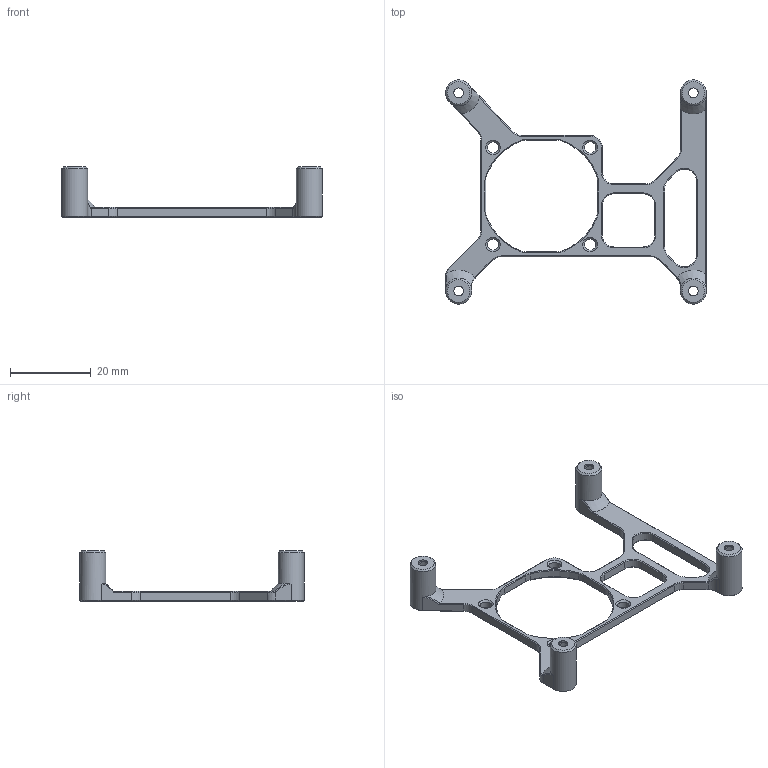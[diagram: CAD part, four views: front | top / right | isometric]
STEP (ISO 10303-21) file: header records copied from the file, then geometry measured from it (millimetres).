
FILE_DESCRIPTION(/* description */ (''),/* implementation_level */ '2;1');
FILE_NAME(/* name */ 'Raspberry Pi 4 Fan Mount (30 mm).step',/* time_stamp */ '2024-06-06T10:36:22+02:00',/* author */ (''),/* organization */ (''),/* preprocessor_version */ 'ST-DEVELOPER v20',/* originating_system */ 'Autodesk Translation Framework v13.14.0.145',/* authorisation */ '');
FILE_SCHEMA (('AUTOMOTIVE_DESIGN { 1 0 10303 214 3 1 1 }'));
Length unit declared in the file: millimetre
Products named in the file (1): Mirrored
Bounding box: 64.4 x 55.4 x 12.4 mm (x, y, z)
Volume: 2471.1 mm3; surface area: 4257.3 mm2
Topology: 1 solids, 1 shells, 286 faces, 709 edges, 425 vertices
Faces by surface type: plane 135, cone 84, cylinder 48, bspline 19
Full cylindrical faces by diameter (mm): 2.4 x4, 2.8 x4, 4.8 x4, 6.4 x4
Entity records: 8953 total; most frequent: CARTESIAN_POINT 2183, ORIENTED_EDGE 1418, DIRECTION 1387, EDGE_CURVE 709, AXIS2_PLACEMENT_3D 485, VERTEX_POINT 425, LINE 417, VECTOR 417
